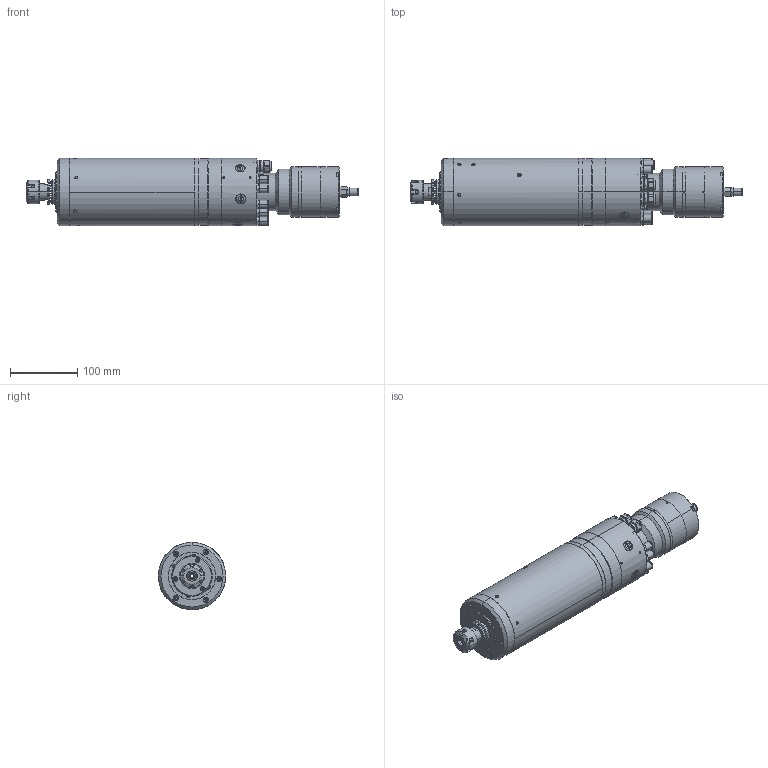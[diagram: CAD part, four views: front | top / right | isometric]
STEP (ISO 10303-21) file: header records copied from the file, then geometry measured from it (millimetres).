
FILE_DESCRIPTION (( 'STEP AP203' ), '1' );
FILE_NAME ('100A45-00-.STEP', '2013-08-12T08:59:29', ( '' ), ( '' ), 'SwSTEP 2.0', 'SolidWorks 2012', '' );
FILE_SCHEMA (( 'CONFIG_CONTROL_DESIGN' ));
Length unit declared in the file: millimetre
Products named in the file (1): 100A45-00-
Bounding box: 492.24 x 100 x 100.05 mm (x, y, z)
Surface area: 190691.1 mm2 (no closed solid volume)
Topology: 0 solids, 98 shells, 974 faces, 3051 edges, 2193 vertices
Faces by surface type: plane 418, cylinder 362, cone 105, torus 71, bspline 12, sphere 6
Entity records: 37293 total; most frequent: CARTESIAN_POINT 9559, DIRECTION 6175, ORIENTED_EDGE 4880, EDGE_CURVE 3041, AXIS2_PLACEMENT_3D 2377, VERTEX_POINT 2193, VECTOR 1421, LINE 1421
